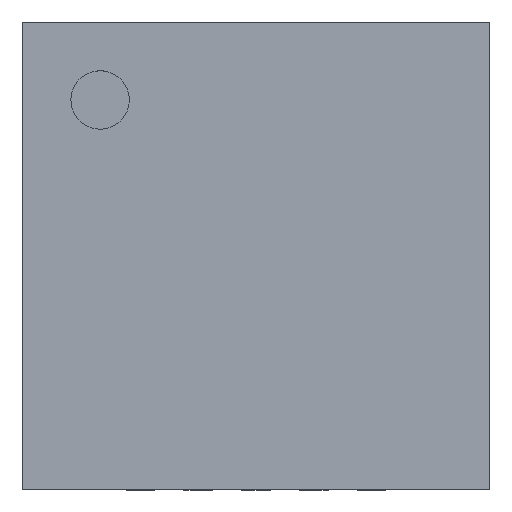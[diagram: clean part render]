
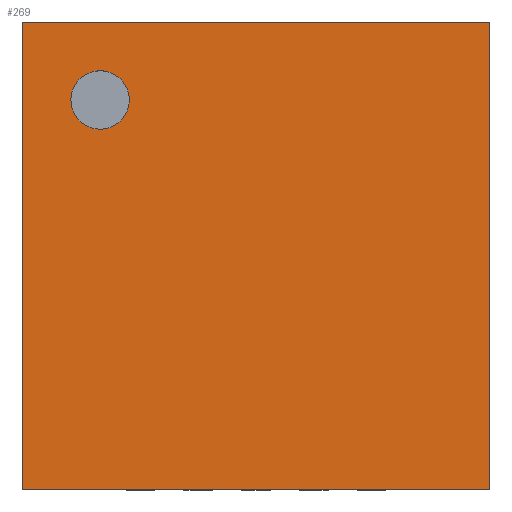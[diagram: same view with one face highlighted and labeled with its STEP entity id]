
A CAD part, top view. The second image highlights one B-rep face of the part: STEP entity #269.
In plain terms, the highlighted planar face has unit normal (0, 0, 1).
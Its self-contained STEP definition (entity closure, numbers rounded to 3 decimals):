
#205 = VERTEX_POINT('',#206);
#206 = CARTESIAN_POINT('',(0.,0.,0.9));
#221 = VERTEX_POINT('',#222);
#222 = CARTESIAN_POINT('',(0.,4.05,0.9));
#228 = EDGE_CURVE('',#205,#221,#229,.T.);
#229 = LINE('',#230,#231);
#230 = CARTESIAN_POINT('',(0.,0.,0.9));
#231 = VECTOR('',#232,1.);
#232 = DIRECTION('',(0.,1.,0.));
#251 = EDGE_CURVE('',#205,#252,#254,.T.);
#252 = VERTEX_POINT('',#253);
#253 = CARTESIAN_POINT('',(4.05,0.,0.9));
#254 = LINE('',#255,#256);
#255 = CARTESIAN_POINT('',(0.,0.,0.9));
#256 = VECTOR('',#257,1.);
#257 = DIRECTION('',(1.,0.,0.));
#269 = ADVANCED_FACE('',(#270,#288),#299,.T.);
#270 = FACE_BOUND('',#271,.T.);
#271 = EDGE_LOOP('',(#272,#273,#274,#282));
#272 = ORIENTED_EDGE('',*,*,#228,.F.);
#273 = ORIENTED_EDGE('',*,*,#251,.T.);
#274 = ORIENTED_EDGE('',*,*,#275,.T.);
#275 = EDGE_CURVE('',#252,#276,#278,.T.);
#276 = VERTEX_POINT('',#277);
#277 = CARTESIAN_POINT('',(4.05,4.05,0.9));
#278 = LINE('',#279,#280);
#279 = CARTESIAN_POINT('',(4.05,0.,0.9));
#280 = VECTOR('',#281,1.);
#281 = DIRECTION('',(0.,1.,0.));
#282 = ORIENTED_EDGE('',*,*,#283,.F.);
#283 = EDGE_CURVE('',#221,#276,#284,.T.);
#284 = LINE('',#285,#286);
#285 = CARTESIAN_POINT('',(0.,4.05,0.9));
#286 = VECTOR('',#287,1.);
#287 = DIRECTION('',(1.,0.,0.));
#288 = FACE_BOUND('',#289,.T.);
#289 = EDGE_LOOP('',(#290));
#290 = ORIENTED_EDGE('',*,*,#291,.F.);
#291 = EDGE_CURVE('',#292,#292,#294,.T.);
#292 = VERTEX_POINT('',#293);
#293 = CARTESIAN_POINT('',(0.928,3.375,0.9));
#294 = CIRCLE('',#295,0.253);
#295 = AXIS2_PLACEMENT_3D('',#296,#297,#298);
#296 = CARTESIAN_POINT('',(0.675,3.375,0.9));
#297 = DIRECTION('',(0.,0.,1.));
#298 = DIRECTION('',(1.,0.,0.));
#299 = PLANE('',#300);
#300 = AXIS2_PLACEMENT_3D('',#301,#302,#303);
#301 = CARTESIAN_POINT('',(0.,0.,0.9));
#302 = DIRECTION('',(0.,0.,1.));
#303 = DIRECTION('',(1.,0.,0.));
